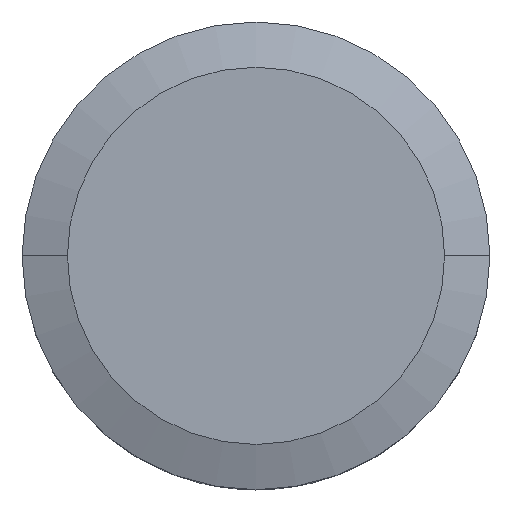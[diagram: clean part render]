
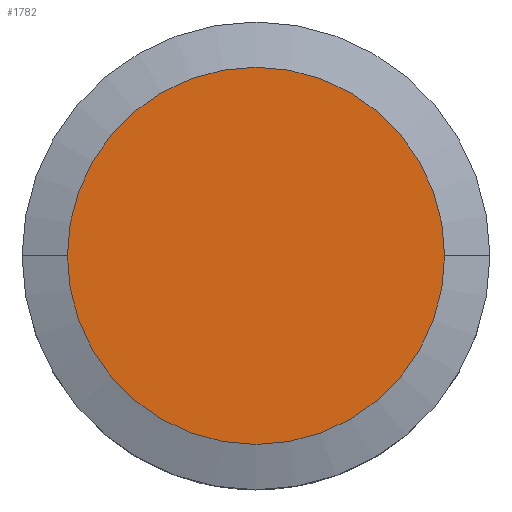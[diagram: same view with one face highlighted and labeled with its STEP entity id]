
A CAD part, top view. The second image highlights one B-rep face of the part: STEP entity #1782.
In plain terms, the highlighted planar face has unit normal (0, 0, 1).
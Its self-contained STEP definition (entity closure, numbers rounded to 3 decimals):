
#1643 = EDGE_CURVE ( 'NONE', #1644, #1645, #8081, .T. ) ;
#1644 = VERTEX_POINT ( 'NONE', #8077 ) ;
#1645 = VERTEX_POINT ( 'NONE', #8076 ) ;
#1758 = ORIENTED_EDGE ( 'NONE', *, *, #1643, .T. ) ;
#1782 = ADVANCED_FACE ( 'NONE', ( #8343 ), #8342, .T. ) ;
#1783 = EDGE_LOOP ( 'NONE', ( #1784, #1758 ) ) ;
#1784 = ORIENTED_EDGE ( 'NONE', *, *, #1785, .T. ) ;
#1785 = EDGE_CURVE ( 'NONE', #1645, #1644, #8337, .T. ) ;
#8076 = CARTESIAN_POINT ( 'NONE',  ( -25., 0., 16. ) ) ;
#8077 = CARTESIAN_POINT ( 'NONE',  ( 25., 0., 16. ) ) ;
#8078 = DIRECTION ( 'NONE',  ( 1., 0., 0. ) ) ;
#8079 = DIRECTION ( 'NONE',  ( 0., 0., 1. ) ) ;
#8080 = AXIS2_PLACEMENT_3D ( 'NONE', #8087, #8079, #8078 ) ;
#8081 = CIRCLE ( 'NONE', #8080, 25. ) ;
#8087 = CARTESIAN_POINT ( 'NONE',  ( 0., 0., 16. ) ) ;
#8333 = DIRECTION ( 'NONE',  ( 1., 0., 0. ) ) ;
#8334 = DIRECTION ( 'NONE',  ( 0., 0., 1. ) ) ;
#8335 = CARTESIAN_POINT ( 'NONE',  ( 0., 0., 16. ) ) ;
#8336 = AXIS2_PLACEMENT_3D ( 'NONE', #8335, #8334, #8333 ) ;
#8337 = CIRCLE ( 'NONE', #8336, 25. ) ;
#8338 = DIRECTION ( 'NONE',  ( 1., 0., 0. ) ) ;
#8339 = DIRECTION ( 'NONE',  ( 0., 0., 1. ) ) ;
#8340 = CARTESIAN_POINT ( 'NONE',  ( 0., 0., 16. ) ) ;
#8341 = AXIS2_PLACEMENT_3D ( 'NONE', #8340, #8339, #8338 ) ;
#8342 = PLANE ( 'NONE',  #8341 ) ;
#8343 = FACE_OUTER_BOUND ( 'NONE', #1783, .T. ) ;
